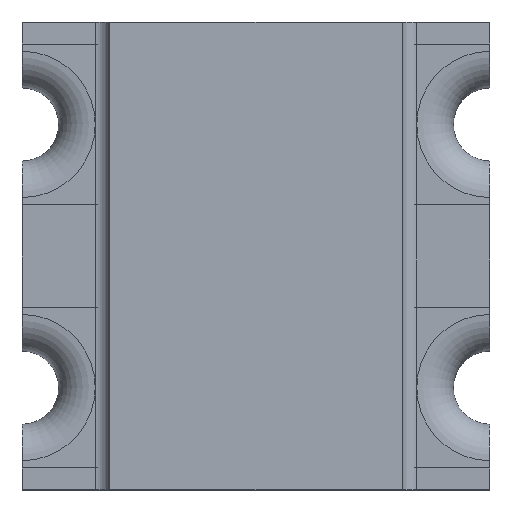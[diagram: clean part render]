
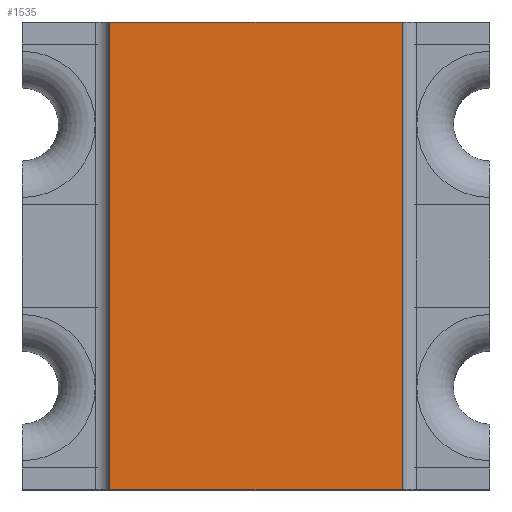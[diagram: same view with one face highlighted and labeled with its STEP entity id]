
A CAD part, top view. The second image highlights one B-rep face of the part: STEP entity #1535.
In plain terms, the highlighted planar face has unit normal (0, 0, 1).
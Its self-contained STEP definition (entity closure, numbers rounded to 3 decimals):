
#51=FACE_OUTER_BOUND('',#144,.T.);
#144=EDGE_LOOP('',(#1044,#1045,#1046,#1047));
#242=LINE('',#2233,#435);
#246=LINE('',#2245,#439);
#248=LINE('',#2248,#441);
#249=LINE('',#2249,#442);
#435=VECTOR('',#1797,10.);
#439=VECTOR('',#1809,10.);
#441=VECTOR('',#1813,10.);
#442=VECTOR('',#1814,10.);
#653=VERTEX_POINT('',#2230);
#654=VERTEX_POINT('',#2232);
#657=VERTEX_POINT('',#2242);
#658=VERTEX_POINT('',#2244);
#804=EDGE_CURVE('',#654,#653,#242,.T.);
#810=EDGE_CURVE('',#658,#657,#246,.T.);
#812=EDGE_CURVE('',#653,#658,#248,.T.);
#813=EDGE_CURVE('',#657,#654,#249,.T.);
#1044=ORIENTED_EDGE('',*,*,#812,.T.);
#1045=ORIENTED_EDGE('',*,*,#810,.T.);
#1046=ORIENTED_EDGE('',*,*,#813,.T.);
#1047=ORIENTED_EDGE('',*,*,#804,.T.);
#1450=PLANE('',#1657);
#1535=ADVANCED_FACE('',(#51),#1450,.T.);
#1657=AXIS2_PLACEMENT_3D('',#2247,#1811,#1812);
#1797=DIRECTION('',(0.,-1.,0.));
#1809=DIRECTION('',(0.,1.,0.));
#1811=DIRECTION('center_axis',(0.,0.,1.));
#1812=DIRECTION('ref_axis',(1.,0.,0.));
#1813=DIRECTION('',(1.,0.,0.));
#1814=DIRECTION('',(-1.,0.,0.));
#2230=CARTESIAN_POINT('',(0.3,0.,0.35));
#2232=CARTESIAN_POINT('',(0.3,1.6,0.35));
#2233=CARTESIAN_POINT('',(0.3,0.,0.35));
#2242=CARTESIAN_POINT('',(1.3,1.6,0.35));
#2244=CARTESIAN_POINT('',(1.3,0.,0.35));
#2245=CARTESIAN_POINT('',(1.3,1.6,0.35));
#2247=CARTESIAN_POINT('Origin',(0.8,0.8,0.35));
#2248=CARTESIAN_POINT('',(0.849,0.,0.35));
#2249=CARTESIAN_POINT('',(0.3,1.6,0.35));
